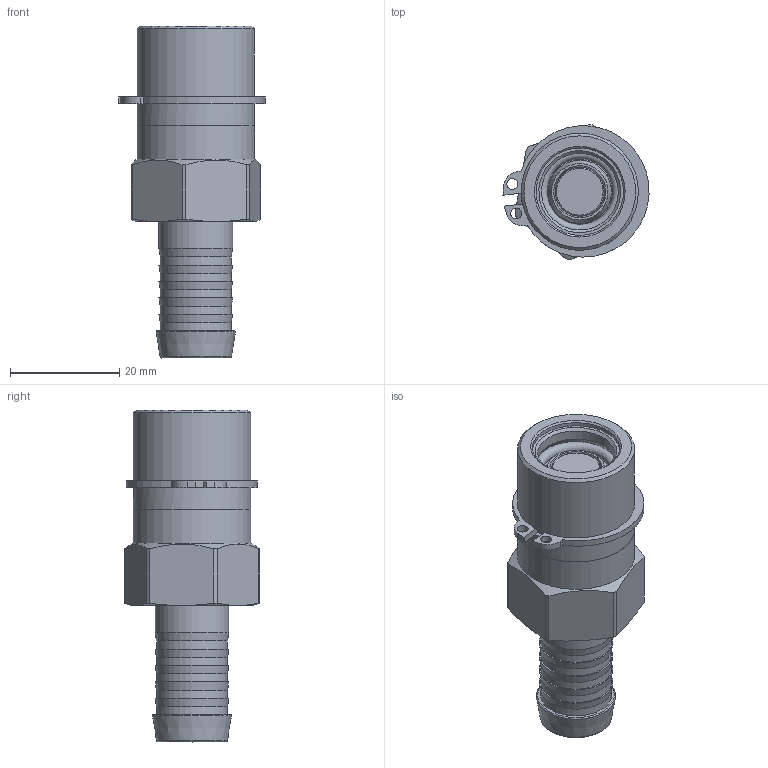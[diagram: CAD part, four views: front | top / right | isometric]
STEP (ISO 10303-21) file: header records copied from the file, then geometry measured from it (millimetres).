
FILE_DESCRIPTION(/* description */ (''),/* implementation_level */ '2;1');
FILE_NAME(/* name */ 'MKML 13 TLAB.stp',/* time_stamp */ '2023-04-25T11:51:33+02:00',/* author */ ('meier'),/* organization */ (''),/* preprocessor_version */ 'ST-DEVELOPER v18.1',/* originating_system */ 'Autodesk Inventor 2022',/* authorisation */ '0 mm^3');
FILE_SCHEMA (('AUTOMOTIVE_DESIGN { 1 0 10303 214 3 1 1 }'));
Length unit declared in the file: millimetre
Products named in the file (1): LUE_00038678
Bounding box: 26.75 x 24.74 x 60.8 mm (x, y, z)
Volume: 14306.6 mm3; surface area: 6071.5 mm2
Topology: 1 solids, 1 shells, 83 faces, 184 edges, 116 vertices
Faces by surface type: plane 30, cylinder 26, cone 20, torus 7
Full cylindrical faces by diameter (mm): 2 x2, 8.95 x1, 9 x1, 10 x1, 13 x5, 13.5 x1, 14.05 x1, 16 x1, 20 x1, 21.46 x2, 21.5 x1
Entity records: 2459 total; most frequent: DIRECTION 433, CARTESIAN_POINT 420, ORIENTED_EDGE 368, EDGE_CURVE 184, AXIS2_PLACEMENT_3D 183, VERTEX_POINT 116, EDGE_LOOP 100, CIRCLE 99
